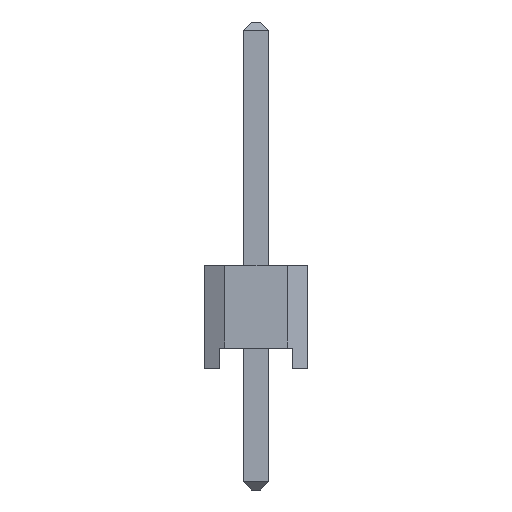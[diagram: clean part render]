
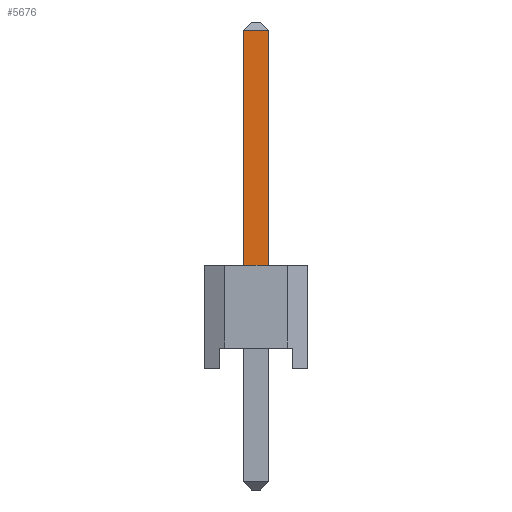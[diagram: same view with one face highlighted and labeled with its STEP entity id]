
A CAD part, left-side view. The second image highlights one B-rep face of the part: STEP entity #5676.
In plain terms, the highlighted planar face has unit normal (-1, 0, 0).
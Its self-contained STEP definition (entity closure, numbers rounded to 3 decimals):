
#852=ORIENTED_EDGE('',*,*,#1453,.F.);
#853=ORIENTED_EDGE('',*,*,#1590,.T.);
#854=ORIENTED_EDGE('',*,*,#1589,.T.);
#855=ORIENTED_EDGE('',*,*,#1591,.F.);
#1453=EDGE_CURVE('',#1937,#1934,#2375,.T.);
#1589=EDGE_CURVE('',#2011,#2012,#2511,.T.);
#1590=EDGE_CURVE('',#1937,#2011,#2512,.T.);
#1591=EDGE_CURVE('',#1934,#2012,#2513,.T.);
#1934=VERTEX_POINT('',#7606);
#1937=VERTEX_POINT('',#7611);
#2011=VERTEX_POINT('',#7881);
#2012=VERTEX_POINT('',#7885);
#2375=LINE('',#7612,#2941);
#2511=LINE('',#7892,#3077);
#2512=LINE('',#7894,#3078);
#2513=LINE('',#7895,#3079);
#2941=VECTOR('',#6455,1000.);
#3077=VECTOR('',#6727,1000.);
#3078=VECTOR('',#6730,1000.);
#3079=VECTOR('',#6731,1000.);
#3378=EDGE_LOOP('',(#852,#853,#854,#855));
#3622=FACE_BOUND('',#3378,.T.);
#3850=PLANE('',#5911);
#5676=ADVANCED_FACE('',(#3622),#3850,.F.);
#5911=AXIS2_PLACEMENT_3D('',#7893,#6728,#6729);
#6455=DIRECTION('',(0.,0.,-1.));
#6727=DIRECTION('',(0.,0.,-1.));
#6728=DIRECTION('',(1.,0.,0.));
#6729=DIRECTION('',(0.,1.,0.));
#6730=DIRECTION('',(0.,1.,0.));
#6731=DIRECTION('',(0.,1.,0.));
#7606=CARTESIAN_POINT('',(-9.21,1.27,-0.32));
#7611=CARTESIAN_POINT('',(-9.21,1.27,0.32));
#7612=CARTESIAN_POINT('',(-9.21,1.27,0.32));
#7881=CARTESIAN_POINT('',(-9.21,7.07,0.32));
#7885=CARTESIAN_POINT('',(-9.21,7.07,-0.32));
#7892=CARTESIAN_POINT('',(-9.21,7.07,-0.32));
#7893=CARTESIAN_POINT('',(-9.21,-4.27,-0.32));
#7894=CARTESIAN_POINT('',(-9.21,-4.27,0.32));
#7895=CARTESIAN_POINT('',(-9.21,-4.27,-0.32));
